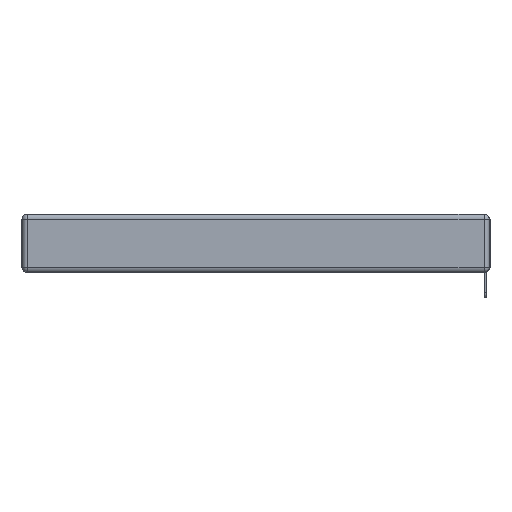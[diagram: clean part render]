
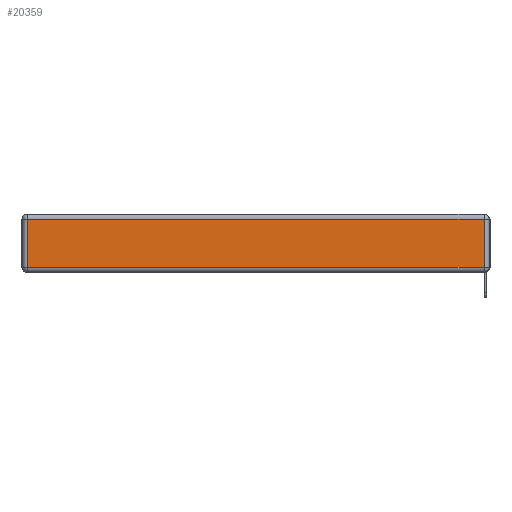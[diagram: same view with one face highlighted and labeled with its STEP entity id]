
A CAD part, left-side view. The second image highlights one B-rep face of the part: STEP entity #20359.
In plain terms, the highlighted planar face has unit normal (-1, 0, 0).
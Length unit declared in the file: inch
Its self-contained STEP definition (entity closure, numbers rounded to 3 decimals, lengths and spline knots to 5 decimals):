
#1056 = ORIENTED_EDGE ( 'NONE', *, *, #5097, .T. ) ;
#1489 = EDGE_LOOP ( 'NONE', ( #8565, #1056, #5596, #9176 ) ) ;
#5097 = EDGE_CURVE ( 'NONE', #6317, #15530, #14061, .T. ) ;
#5596 = ORIENTED_EDGE ( 'NONE', *, *, #11760, .T. ) ;
#5654 = CARTESIAN_POINT ( 'NONE',  ( 0., 2.75, -0.03 ) ) ;
#5707 = CARTESIAN_POINT ( 'NONE',  ( 0., 0., -0.313 ) ) ;
#5736 = DIRECTION ( 'NONE',  ( 0., 0., 1. ) ) ;
#6317 = VERTEX_POINT ( 'NONE', #17430 ) ;
#6583 = CARTESIAN_POINT ( 'NONE',  ( 0., 2.72, -0.313 ) ) ;
#7080 = VECTOR ( 'NONE', #11358, 39.37008 ) ;
#7900 = CARTESIAN_POINT ( 'NONE',  ( 0., 2.72, -0.343 ) ) ;
#8565 = ORIENTED_EDGE ( 'NONE', *, *, #16834, .T. ) ;
#9038 = CARTESIAN_POINT ( 'NONE',  ( 0., 0.03, -0.343 ) ) ;
#9081 = DIRECTION ( 'NONE',  ( 0., -1., 0. ) ) ;
#9109 = CARTESIAN_POINT ( 'NONE',  ( 0., 0., -0.343 ) ) ;
#9176 = ORIENTED_EDGE ( 'NONE', *, *, #21305, .T. ) ;
#9187 = LINE ( 'NONE', #5707, #14466 ) ;
#9320 = VECTOR ( 'NONE', #12489, 39.37008 ) ;
#10789 = CARTESIAN_POINT ( 'NONE',  ( 0., 2.72, -0.03 ) ) ;
#11358 = DIRECTION ( 'NONE',  ( 0., 0., -1. ) ) ;
#11760 = EDGE_CURVE ( 'NONE', #15530, #21554, #20988, .T. ) ;
#12489 = DIRECTION ( 'NONE',  ( 0., 1., 0. ) ) ;
#13202 = VERTEX_POINT ( 'NONE', #6583 ) ;
#14061 = LINE ( 'NONE', #9038, #16854 ) ;
#14189 = AXIS2_PLACEMENT_3D ( 'NONE', #9109, #17824, #5736 ) ;
#14466 = VECTOR ( 'NONE', #9081, 39.37008 ) ;
#15530 = VERTEX_POINT ( 'NONE', #18716 ) ;
#16024 = FACE_OUTER_BOUND ( 'NONE', #1489, .T. ) ;
#16390 = LINE ( 'NONE', #7900, #7080 ) ;
#16834 = EDGE_CURVE ( 'NONE', #13202, #6317, #9187, .T. ) ;
#16854 = VECTOR ( 'NONE', #20891, 39.37008 ) ;
#17430 = CARTESIAN_POINT ( 'NONE',  ( 0., 0.03, -0.313 ) ) ;
#17824 = DIRECTION ( 'NONE',  ( -1., 0., 0. ) ) ;
#17937 = PLANE ( 'NONE',  #14189 ) ;
#18716 = CARTESIAN_POINT ( 'NONE',  ( 0., 0.03, -0.03 ) ) ;
#20359 = ADVANCED_FACE ( 'NONE', ( #16024 ), #17937, .T. ) ;
#20891 = DIRECTION ( 'NONE',  ( 0., 0., 1. ) ) ;
#20988 = LINE ( 'NONE', #5654, #9320 ) ;
#21305 = EDGE_CURVE ( 'NONE', #21554, #13202, #16390, .T. ) ;
#21554 = VERTEX_POINT ( 'NONE', #10789 ) ;
